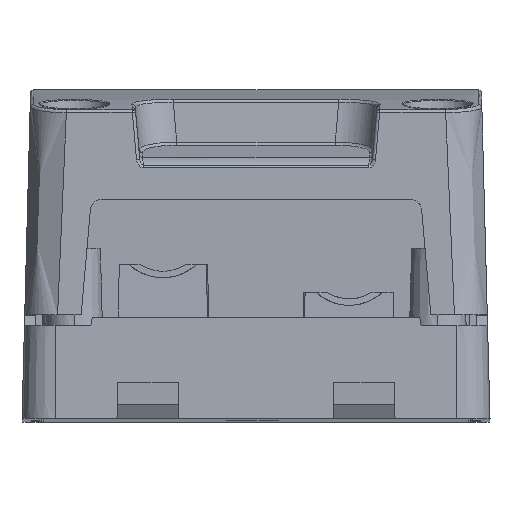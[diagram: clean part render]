
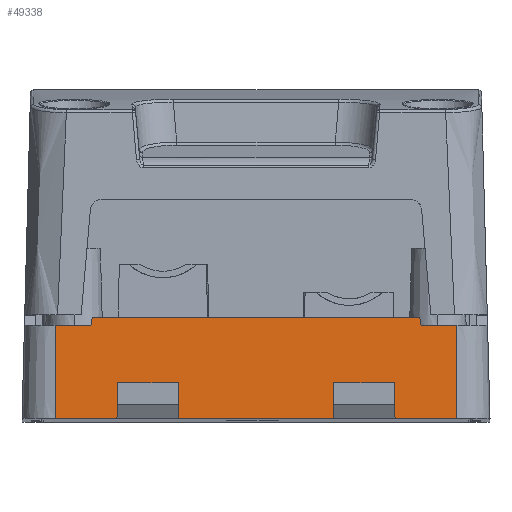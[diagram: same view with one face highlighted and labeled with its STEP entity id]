
A CAD part, top view. The second image highlights one B-rep face of the part: STEP entity #49338.
In plain terms, the highlighted planar face has unit normal (0, 0.026, 1).
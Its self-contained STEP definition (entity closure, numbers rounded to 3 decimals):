
#6656=DIRECTION('',(0.174,-0.984,0.026));
#6657=VECTOR('',#6656,0.742);
#6658=CARTESIAN_POINT('',(14.871,9.18,102.76));
#6659=LINE('',#6658,#6657);
#6660=DIRECTION('',(1.,0.,0.));
#6661=VECTOR('',#6660,3.25);
#6662=CARTESIAN_POINT('',(15.,8.45,102.779));
#6663=LINE('',#6662,#6661);
#6664=DIRECTION('',(0.,-1.,0.026));
#6665=VECTOR('',#6664,8.453);
#6666=CARTESIAN_POINT('',(18.25,8.45,102.779));
#6667=LINE('',#6666,#6665);
#6668=DIRECTION('',(-1.,0.,0.));
#6669=VECTOR('',#6668,5.625);
#6670=CARTESIAN_POINT('',(18.25,0.,103.));
#6671=LINE('',#6670,#6669);
#6672=DIRECTION('',(-0.014,-1.,0.026));
#6673=VECTOR('',#6672,3.201);
#6674=CARTESIAN_POINT('',(-12.58,3.2,102.916));
#6675=LINE('',#6674,#6673);
#6676=DIRECTION('',(-1.,0.,0.));
#6677=VECTOR('',#6676,5.625);
#6678=CARTESIAN_POINT('',(-12.625,0.,103.));
#6679=LINE('',#6678,#6677);
#6680=DIRECTION('',(0.174,0.984,-0.026));
#6681=VECTOR('',#6680,0.742);
#6682=CARTESIAN_POINT('',(-15.,8.45,102.779));
#6683=LINE('',#6682,#6681);
#6684=DIRECTION('',(-1.,0.,0.));
#6685=VECTOR('',#6684,29.743);
#6686=CARTESIAN_POINT('',(14.871,9.18,102.76));
#6687=LINE('',#6686,#6685);
#6722=DIRECTION('',(-1.,0.,0.));
#6723=VECTOR('',#6722,3.25);
#6724=CARTESIAN_POINT('',(-15.,8.45,102.779));
#6725=LINE('',#6724,#6723);
#7554=DIRECTION('',(1.,0.,0.));
#7555=VECTOR('',#7554,5.536);
#7556=CARTESIAN_POINT('',(-12.58,3.2,102.916));
#7557=LINE('',#7556,#7555);
#7558=DIRECTION('',(0.014,-1.,0.026));
#7559=VECTOR('',#7558,3.201);
#7560=CARTESIAN_POINT('',(-7.045,3.2,102.916));
#7561=LINE('',#7560,#7559);
#7578=DIRECTION('',(1.,0.,0.));
#7579=VECTOR('',#7578,14.);
#7580=CARTESIAN_POINT('',(-7.,0.,103.));
#7581=LINE('',#7580,#7579);
#7694=DIRECTION('',(0.014,1.,-0.026));
#7695=VECTOR('',#7694,3.201);
#7696=CARTESIAN_POINT('',(7.,0.,103.));
#7697=LINE('',#7696,#7695);
#7702=DIRECTION('',(1.,0.,0.));
#7703=VECTOR('',#7702,5.536);
#7704=CARTESIAN_POINT('',(7.045,3.2,102.916));
#7705=LINE('',#7704,#7703);
#7721=DIRECTION('',(0.014,-1.,0.026));
#7722=VECTOR('',#7721,3.201);
#7723=CARTESIAN_POINT('',(12.58,3.2,102.916));
#7724=LINE('',#7723,#7722);
#25042=DIRECTION('',(0.,-1.,0.026));
#25043=VECTOR('',#25042,8.453);
#25044=CARTESIAN_POINT('',(-18.25,8.45,102.779));
#25045=LINE('',#25044,#25043);
#34298=CARTESIAN_POINT('',(-18.25,0.,103.));
#34300=VERTEX_POINT('',#34298);
#34301=CARTESIAN_POINT('',(-12.625,0.,103.));
#34302=VERTEX_POINT('',#34301);
#34325=CARTESIAN_POINT('',(12.625,0.,103.));
#34326=VERTEX_POINT('',#34325);
#34327=CARTESIAN_POINT('',(18.25,0.,103.));
#34328=VERTEX_POINT('',#34327);
#34922=CARTESIAN_POINT('',(18.25,8.45,102.779));
#34923=VERTEX_POINT('',#34922);
#35151=CARTESIAN_POINT('',(-12.58,3.2,102.916));
#35153=VERTEX_POINT('',#35151);
#35154=CARTESIAN_POINT('',(14.871,9.18,102.76));
#35155=CARTESIAN_POINT('',(-14.871,9.18,102.76));
#35156=VERTEX_POINT('',#35154);
#35157=VERTEX_POINT('',#35155);
#35158=CARTESIAN_POINT('',(15.,8.45,102.779));
#35159=VERTEX_POINT('',#35158);
#35160=CARTESIAN_POINT('',(-7.,0.,103.));
#35161=CARTESIAN_POINT('',(7.,0.,103.));
#35162=VERTEX_POINT('',#35160);
#35163=VERTEX_POINT('',#35161);
#35164=CARTESIAN_POINT('',(-7.045,3.2,102.916));
#35165=VERTEX_POINT('',#35164);
#35166=CARTESIAN_POINT('',(-15.,8.45,102.779));
#35167=CARTESIAN_POINT('',(-18.25,8.45,102.779));
#35168=VERTEX_POINT('',#35166);
#35169=VERTEX_POINT('',#35167);
#35370=CARTESIAN_POINT('',(7.045,3.2,102.916));
#35371=VERTEX_POINT('',#35370);
#35372=CARTESIAN_POINT('',(12.58,3.2,102.916));
#35373=VERTEX_POINT('',#35372);
#49304=CARTESIAN_POINT('',(0.,4.59,102.88));
#49305=DIRECTION('',(0.,0.026,1.));
#49306=DIRECTION('',(-1.,0.,0.));
#49307=AXIS2_PLACEMENT_3D('',#49304,#49305,#49306);
#49308=PLANE('',#49307);
#49310=ORIENTED_EDGE('',*,*,#49309,.F.);
#49312=ORIENTED_EDGE('',*,*,#49311,.T.);
#49313=ORIENTED_EDGE('',*,*,#48571,.T.);
#49314=ORIENTED_EDGE('',*,*,#48555,.T.);
#49315=ORIENTED_EDGE('',*,*,#45894,.T.);
#49317=ORIENTED_EDGE('',*,*,#49316,.F.);
#49319=ORIENTED_EDGE('',*,*,#49318,.F.);
#49321=ORIENTED_EDGE('',*,*,#49320,.F.);
#49323=ORIENTED_EDGE('',*,*,#49322,.F.);
#49325=ORIENTED_EDGE('',*,*,#49324,.F.);
#49327=ORIENTED_EDGE('',*,*,#49326,.F.);
#49328=ORIENTED_EDGE('',*,*,#49295,.T.);
#49329=ORIENTED_EDGE('',*,*,#45868,.T.);
#49331=ORIENTED_EDGE('',*,*,#49330,.F.);
#49333=ORIENTED_EDGE('',*,*,#49332,.F.);
#49335=ORIENTED_EDGE('',*,*,#49334,.T.);
#49336=EDGE_LOOP('',(#49310,#49312,#49313,#49314,#49315,#49317,#49319,#49321,
#49323,#49325,#49327,#49328,#49329,#49331,#49333,#49335));
#49337=FACE_OUTER_BOUND('',#49336,.F.);
#49338=ADVANCED_FACE('',(#49337),#49308,.T.);
#45868=EDGE_CURVE('',#34302,#34300,#6679,.T.);
#45894=EDGE_CURVE('',#34328,#34326,#6671,.T.);
#48555=EDGE_CURVE('',#34923,#34328,#6667,.T.);
#48571=EDGE_CURVE('',#35159,#34923,#6663,.T.);
#49295=EDGE_CURVE('',#35153,#34302,#6675,.T.);
#49309=EDGE_CURVE('',#35156,#35157,#6687,.T.);
#49311=EDGE_CURVE('',#35156,#35159,#6659,.T.);
#49316=EDGE_CURVE('',#35373,#34326,#7724,.T.);
#49318=EDGE_CURVE('',#35371,#35373,#7705,.T.);
#49320=EDGE_CURVE('',#35163,#35371,#7697,.T.);
#49322=EDGE_CURVE('',#35162,#35163,#7581,.T.);
#49324=EDGE_CURVE('',#35165,#35162,#7561,.T.);
#49326=EDGE_CURVE('',#35153,#35165,#7557,.T.);
#49330=EDGE_CURVE('',#35169,#34300,#25045,.T.);
#49332=EDGE_CURVE('',#35168,#35169,#6725,.T.);
#49334=EDGE_CURVE('',#35168,#35157,#6683,.T.);
